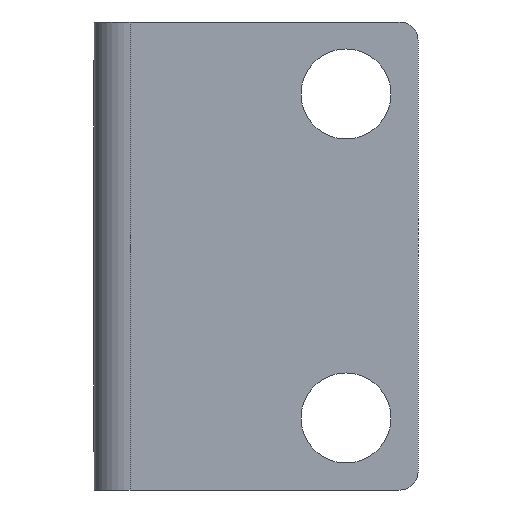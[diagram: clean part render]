
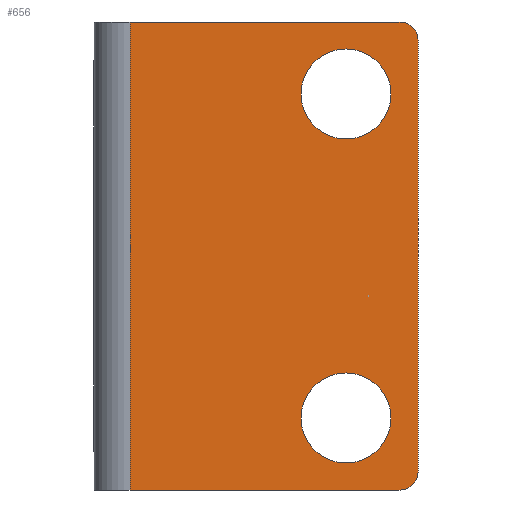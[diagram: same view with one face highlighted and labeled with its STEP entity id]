
A CAD part, front view. The second image highlights one B-rep face of the part: STEP entity #656.
In plain terms, the highlighted planar face has unit normal (0, -1, 0).
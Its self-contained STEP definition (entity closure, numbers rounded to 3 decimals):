
#73=CARTESIAN_POINT('',(34.0,0.0,26.0));
#74=VERTEX_POINT('',#73);
#75=CARTESIAN_POINT('',(36.0,0.0,24.0));
#76=VERTEX_POINT('',#75);
#77=CARTESIAN_POINT('',(34.0,0.0,24.0));
#78=DIRECTION('',(0.0,1.0,0.0));
#79=DIRECTION('',(0.707,0.0,0.707));
#80=AXIS2_PLACEMENT_3D('',#77,#78,#79);
#81=CIRCLE('',#80,2.0);
#82=EDGE_CURVE('',#74,#76,#81,.T.);
#157=CARTESIAN_POINT('',(4.,0.0,26.0));
#158=VERTEX_POINT('',#157);
#166=CARTESIAN_POINT('',(34.0,0.0,26.0));
#167=DIRECTION('',(-1.0,0.0,0.0));
#168=VECTOR('',#167,30.0);
#169=LINE('',#166,#168);
#170=EDGE_CURVE('',#74,#158,#169,.T.);
#244=CARTESIAN_POINT('',(36.0,0.0,-24.0));
#245=VERTEX_POINT('',#244);
#252=CARTESIAN_POINT('',(34.0,0.0,-26.0));
#253=VERTEX_POINT('',#252);
#254=CARTESIAN_POINT('',(34.0,0.0,-24.0));
#255=DIRECTION('',(0.0,1.0,0.0));
#256=DIRECTION('',(0.707,0.0,-0.707));
#257=AXIS2_PLACEMENT_3D('',#254,#255,#256);
#258=CIRCLE('',#257,2.0);
#259=EDGE_CURVE('',#245,#253,#258,.T.);
#276=CARTESIAN_POINT('',(4.,0.0,-26.0));
#277=VERTEX_POINT('',#276);
#278=CARTESIAN_POINT('',(4.,0.0,-26.0));
#279=DIRECTION('',(1.0,0.0,0.0));
#280=VECTOR('',#279,30.0);
#281=LINE('',#278,#280);
#282=EDGE_CURVE('',#277,#253,#281,.T.);
#486=CARTESIAN_POINT('',(23.,0.,-18.));
#487=VERTEX_POINT('',#486);
#488=CARTESIAN_POINT('',(28.,0.0,-18.));
#489=DIRECTION('',(0.0,1.0,0.0));
#490=DIRECTION('',(1.0,0.0,0.0));
#491=AXIS2_PLACEMENT_3D('',#488,#489,#490);
#492=CIRCLE('',#491,5.0);
#493=EDGE_CURVE('',#487,#487,#492,.T.);
#506=CARTESIAN_POINT('',(23.,0.,18.));
#507=VERTEX_POINT('',#506);
#508=CARTESIAN_POINT('',(28.,0.0,18.));
#509=DIRECTION('',(0.0,1.0,0.0));
#510=DIRECTION('',(1.0,0.0,0.0));
#511=AXIS2_PLACEMENT_3D('',#508,#509,#510);
#512=CIRCLE('',#511,5.0);
#513=EDGE_CURVE('',#507,#507,#512,.T.);
#621=CARTESIAN_POINT('',(36.0,0.0,-24.0));
#622=DIRECTION('',(0.0,0.0,1.0));
#623=VECTOR('',#622,48.0);
#624=LINE('',#621,#623);
#625=EDGE_CURVE('',#245,#76,#624,.T.);
#632=CARTESIAN_POINT('',(36.0,0.0,0.0));
#633=DIRECTION('',(0.0,-1.0,0.0));
#634=DIRECTION('',(0.0,0.0,-1.0));
#635=AXIS2_PLACEMENT_3D('',#632,#633,#634);
#636=PLANE('',#635);
#637=ORIENTED_EDGE('',*,*,#82,.F.);
#638=ORIENTED_EDGE('',*,*,#170,.T.);
#639=CARTESIAN_POINT('',(4.,0.0,-26.0));
#640=DIRECTION('',(0.0,0.0,1.0));
#641=VECTOR('',#640,52.0);
#642=LINE('',#639,#641);
#643=EDGE_CURVE('',#277,#158,#642,.T.);
#644=ORIENTED_EDGE('',*,*,#643,.F.);
#645=ORIENTED_EDGE('',*,*,#282,.T.);
#646=ORIENTED_EDGE('',*,*,#259,.F.);
#647=ORIENTED_EDGE('',*,*,#625,.T.);
#648=EDGE_LOOP('',(#637,#638,#644,#645,#646,#647));
#649=FACE_OUTER_BOUND('',#648,.T.);
#650=ORIENTED_EDGE('',*,*,#493,.T.);
#651=EDGE_LOOP('',(#650));
#652=FACE_BOUND('',#651,.T.);
#653=ORIENTED_EDGE('',*,*,#513,.T.);
#654=EDGE_LOOP('',(#653));
#655=FACE_BOUND('',#654,.T.);
#656=ADVANCED_FACE('',(#649,#652,#655),#636,.T.);
